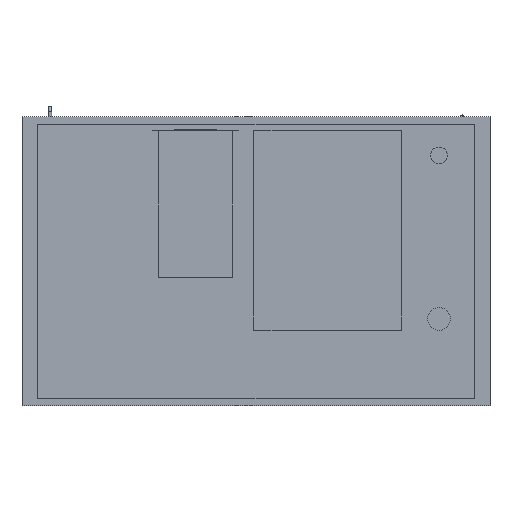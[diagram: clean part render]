
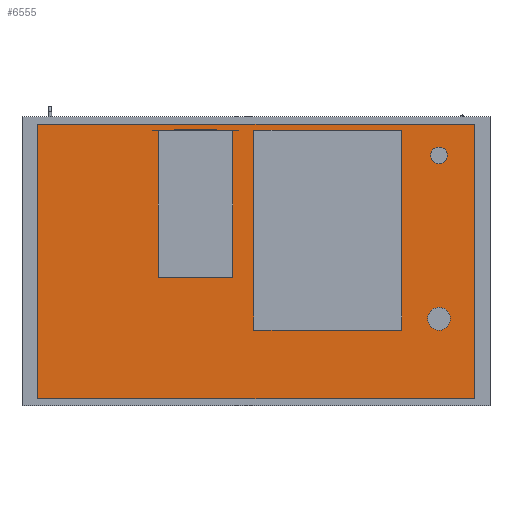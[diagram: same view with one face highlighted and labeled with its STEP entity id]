
A CAD part, front view. The second image highlights one B-rep face of the part: STEP entity #6555.
In plain terms, the highlighted planar face has unit normal (0, -1, 0).
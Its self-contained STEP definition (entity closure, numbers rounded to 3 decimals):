
#106=FACE_BOUND('',#877,.T.);
#107=FACE_BOUND('',#878,.T.);
#127=PLANE('',#7031);
#469=FACE_OUTER_BOUND('',#876,.T.);
#876=EDGE_LOOP('',(#4649,#4650,#4651,#4652));
#877=EDGE_LOOP('',(#4653));
#878=EDGE_LOOP('',(#4654));
#1291=LINE('',#9490,#2097);
#1295=LINE('',#9498,#2101);
#1298=LINE('',#9504,#2104);
#1301=LINE('',#9509,#2107);
#2097=VECTOR('',#7599,10.);
#2101=VECTOR('',#7605,10.);
#2104=VECTOR('',#7610,10.);
#2107=VECTOR('',#7615,10.);
#2890=CIRCLE('',#7015,20.);
#2892=CIRCLE('',#7019,27.5);
#3026=VERTEX_POINT('',#9451);
#3028=VERTEX_POINT('',#9458);
#3037=VERTEX_POINT('',#9488);
#3038=VERTEX_POINT('',#9489);
#3041=VERTEX_POINT('',#9497);
#3043=VERTEX_POINT('',#9503);
#3655=EDGE_CURVE('',#3026,#3026,#2890,.T.);
#3658=EDGE_CURVE('',#3028,#3028,#2892,.T.);
#3671=EDGE_CURVE('',#3037,#3038,#1291,.T.);
#3675=EDGE_CURVE('',#3041,#3037,#1295,.T.);
#3678=EDGE_CURVE('',#3043,#3041,#1298,.T.);
#3681=EDGE_CURVE('',#3038,#3043,#1301,.T.);
#4649=ORIENTED_EDGE('',*,*,#3681,.F.);
#4650=ORIENTED_EDGE('',*,*,#3671,.F.);
#4651=ORIENTED_EDGE('',*,*,#3675,.F.);
#4652=ORIENTED_EDGE('',*,*,#3678,.F.);
#4653=ORIENTED_EDGE('',*,*,#3655,.T.);
#4654=ORIENTED_EDGE('',*,*,#3658,.T.);
#6555=ADVANCED_FACE('',(#469,#106,#107),#127,.F.);
#7015=AXIS2_PLACEMENT_3D('',#9453,#7562,#7563);
#7019=AXIS2_PLACEMENT_3D('',#9460,#7571,#7572);
#7031=AXIS2_PLACEMENT_3D('',#9512,#7619,#7620);
#7562=DIRECTION('center_axis',(0.,1.,0.));
#7563=DIRECTION('ref_axis',(1.,0.,0.));
#7571=DIRECTION('center_axis',(0.,1.,0.));
#7572=DIRECTION('ref_axis',(1.,0.,0.));
#7599=DIRECTION('',(0.,0.,1.));
#7605=DIRECTION('',(-1.,0.,0.));
#7610=DIRECTION('',(0.,0.,-1.));
#7615=DIRECTION('',(1.,0.,0.));
#7619=DIRECTION('center_axis',(0.,1.,0.));
#7620=DIRECTION('ref_axis',(0.,0.,1.));
#9451=CARTESIAN_POINT('',(420.,0.,255.));
#9453=CARTESIAN_POINT('Origin',(440.,0.,255.));
#9458=CARTESIAN_POINT('',(412.5,0.,-138.));
#9460=CARTESIAN_POINT('Origin',(440.,0.,-138.));
#9488=CARTESIAN_POINT('',(-525.,0.,-330.));
#9489=CARTESIAN_POINT('',(-525.,0.,330.));
#9490=CARTESIAN_POINT('',(-525.,0.,-330.));
#9497=CARTESIAN_POINT('',(525.,0.,-330.));
#9498=CARTESIAN_POINT('',(525.,0.,-330.));
#9503=CARTESIAN_POINT('',(525.,0.,330.));
#9504=CARTESIAN_POINT('',(525.,0.,330.));
#9509=CARTESIAN_POINT('',(-525.,0.,330.));
#9512=CARTESIAN_POINT('Origin',(0.,0.,0.));
